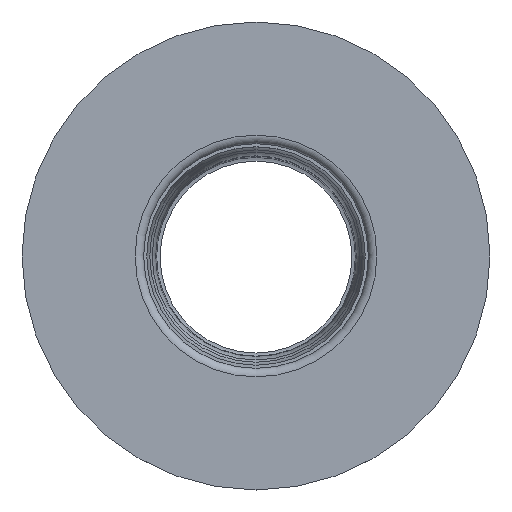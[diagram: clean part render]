
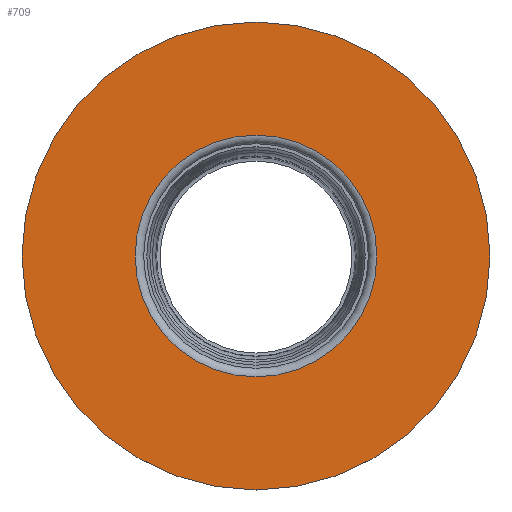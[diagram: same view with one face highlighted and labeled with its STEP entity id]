
A CAD part, top view. The second image highlights one B-rep face of the part: STEP entity #709.
In plain terms, the highlighted planar face has unit normal (0, 0, 1).
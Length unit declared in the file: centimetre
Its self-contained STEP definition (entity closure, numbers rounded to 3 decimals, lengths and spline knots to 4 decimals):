
#28=FACE_BOUND('',#146,.T.);
#36=PLANE('',#877);
#93=FACE_OUTER_BOUND('',#145,.T.);
#145=EDGE_LOOP('',(#568));
#146=EDGE_LOOP('',(#569));
#222=CIRCLE('',#871,77.5);
#225=CIRCLE('',#875,150.);
#299=VERTEX_POINT('',#1368);
#301=VERTEX_POINT('',#1374);
#390=EDGE_CURVE('',#299,#299,#222,.T.);
#394=EDGE_CURVE('',#301,#301,#225,.T.);
#568=ORIENTED_EDGE('',*,*,#394,.F.);
#569=ORIENTED_EDGE('',*,*,#390,.T.);
#709=ADVANCED_FACE('',(#93,#28),#36,.T.);
#871=AXIS2_PLACEMENT_3D('',#1369,#1094,#1095);
#875=AXIS2_PLACEMENT_3D('',#1376,#1103,#1104);
#877=AXIS2_PLACEMENT_3D('',#1378,#1107,#1108);
#1094=DIRECTION('center_axis',(0.,0.,-1.));
#1095=DIRECTION('ref_axis',(1.,0.,0.));
#1103=DIRECTION('center_axis',(0.,0.,-1.));
#1104=DIRECTION('ref_axis',(1.,0.,0.));
#1107=DIRECTION('center_axis',(0.,0.,1.));
#1108=DIRECTION('ref_axis',(0.,-1.,0.));
#1368=CARTESIAN_POINT('',(0.,-77.5,268.));
#1369=CARTESIAN_POINT('Origin',(0.,0.,
268.));
#1374=CARTESIAN_POINT('',(-150.,0.,268.));
#1376=CARTESIAN_POINT('Origin',(0.,0.,
268.));
#1378=CARTESIAN_POINT('Origin',(150.,0.,268.));
